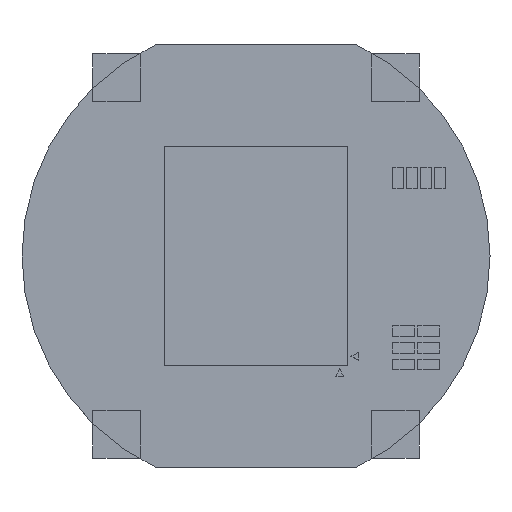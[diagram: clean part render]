
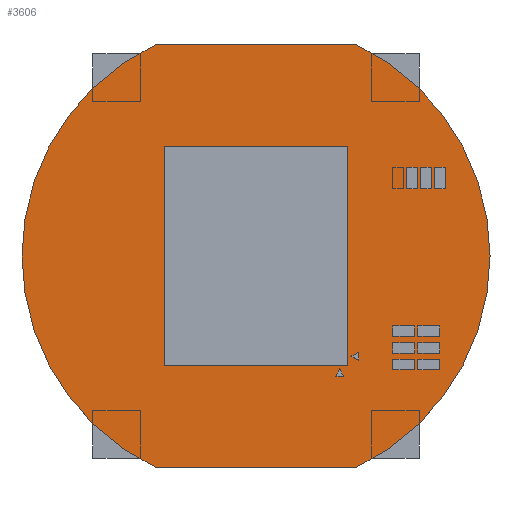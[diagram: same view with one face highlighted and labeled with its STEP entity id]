
A CAD part, top view. The second image highlights one B-rep face of the part: STEP entity #3606.
In plain terms, the highlighted planar face has unit normal (0, 0, 1).
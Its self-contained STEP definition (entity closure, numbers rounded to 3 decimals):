
#3606=ADVANCED_FACE('',(#5894),#5895,.T.);
#5894=FACE_OUTER_BOUND('',#7745,.T.);
#5895=PLANE('',#7746);
#7745=EDGE_LOOP('',(#8636,#8637,#8638,#8639,#8640,#8641));
#7746=AXIS2_PLACEMENT_3D('',#8642,#8643,#8644);
#8636=ORIENTED_EDGE('',*,*,#10814,.T.);
#8637=ORIENTED_EDGE('',*,*,#10815,.T.);
#8638=ORIENTED_EDGE('',*,*,#10816,.T.);
#8639=ORIENTED_EDGE('',*,*,#10817,.T.);
#8640=ORIENTED_EDGE('',*,*,#10818,.T.);
#8641=ORIENTED_EDGE('',*,*,#10819,.T.);
#8642=CARTESIAN_POINT('',(-0.001,0.001,0.831));
#8643=DIRECTION('',(0.0,0.0,1.0));
#8644=DIRECTION('',(1.0,0.0,0.0));
#10814=EDGE_CURVE('',#11628,#11629,#11630,.T.);
#10815=EDGE_CURVE('',#11629,#11631,#11632,.T.);
#10816=EDGE_CURVE('',#11631,#11633,#11634,.T.);
#10817=EDGE_CURVE('',#11633,#11635,#11636,.T.);
#10818=EDGE_CURVE('',#11635,#11637,#11638,.T.);
#10819=EDGE_CURVE('',#11637,#11628,#11639,.T.);
#11628=VERTEX_POINT('',#12786);
#11629=VERTEX_POINT('',#12787);
#11630=CIRCLE('',#12788,20.978);
#11631=VERTEX_POINT('',#12789);
#11632=CIRCLE('',#12790,21.016);
#11633=VERTEX_POINT('',#12791);
#11634=LINE('',#12792,#12793);
#11635=VERTEX_POINT('',#12794);
#11636=CIRCLE('',#12795,21.01);
#11637=VERTEX_POINT('',#12796);
#11638=CIRCLE('',#12797,21.022);
#11639=LINE('',#12798,#12799);
#12786=CARTESIAN_POINT('',(-8.95,19.0,0.831));
#12787=CARTESIAN_POINT('',(-21.,0.,0.831));
#12788=AXIS2_PLACEMENT_3D('',#14447,#14448,#14449);
#12789=CARTESIAN_POINT('',(-8.95,-19.,0.831));
#12790=AXIS2_PLACEMENT_3D('',#14450,#14451,#14452);
#12791=CARTESIAN_POINT('',(8.95,-19.0,0.831));
#12792=CARTESIAN_POINT('',(0.,-19.,0.831));
#12793=VECTOR('',#14453,1.0);
#12794=CARTESIAN_POINT('',(21.,0.,0.831));
#12795=AXIS2_PLACEMENT_3D('',#14454,#14455,#14456);
#12796=CARTESIAN_POINT('',(8.95,19.,0.831));
#12797=AXIS2_PLACEMENT_3D('',#14457,#14458,#14459);
#12798=CARTESIAN_POINT('',(0.,19.,0.831));
#12799=VECTOR('',#14460,1.0);
#14447=CARTESIAN_POINT('',(-0.022,0.016,0.831));
#14448=DIRECTION('',(0.0,0.0,1.0));
#14449=DIRECTION('',(-0.426,0.905,0.0));
#14450=CARTESIAN_POINT('',(0.016,0.008,0.831));
#14451=DIRECTION('',(0.0,0.0,1.0));
#14452=DIRECTION('',(-1.,0.,0.0));
#14453=DIRECTION('',(1.0,0.,0.0));
#14454=CARTESIAN_POINT('',(-0.01,0.004,0.831));
#14455=DIRECTION('',(0.0,0.0,1.0));
#14456=DIRECTION('',(0.426,-0.904,0.0));
#14457=CARTESIAN_POINT('',(-0.022,-0.011,0.831));
#14458=DIRECTION('',(0.0,-0.0,1.0));
#14459=DIRECTION('',(1.,0.001,0.0));
#14460=DIRECTION('',(-1.0,0.,0.0));
